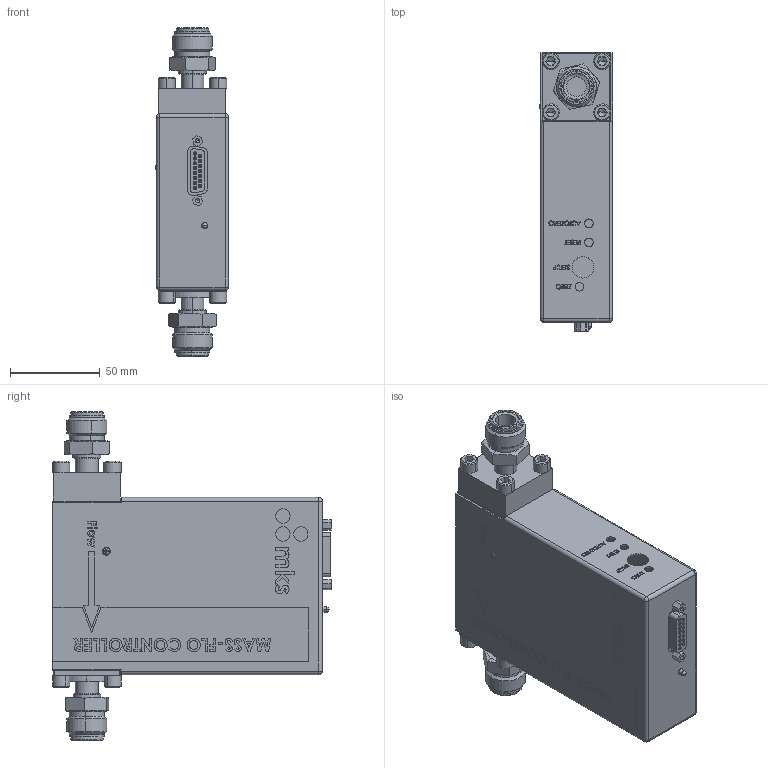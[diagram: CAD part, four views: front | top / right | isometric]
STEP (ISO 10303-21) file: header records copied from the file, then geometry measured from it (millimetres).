
FILE_DESCRIPTION (( 'STEP AP214' ), '1' );
FILE_NAME ('MKS_1579_Analog_VCR.STEP', '2013-09-19T13:49:23', ( '' ), ( '' ), 'SwSTEP 2.0', 'SolidWorks 2013', '' );
FILE_SCHEMA (( 'AUTOMOTIVE_DESIGN' ));
Length unit declared in the file: millimetre
Products named in the file (16): 1579.Enclosure-ProfiBus[Y-5105200]_[Y-5105204]_Beschriftung; 1579.BlindValve[Y-1115023]; 1579.Body[Y-1109834]; MKS_1579_Analog_VCR; HX-SHCS 0.25-28x1x1-C; HX-SHCS 0.25-28x2x1-C; Sub_D_15_polig_female; MKS1579.FlangeAssy; 1579.Flange[Y-1750011]; MKS1579.DiffuserFlangeAssy[111508-]; SW8-VCR-4; 1579.FittingRework[119799-P1]SLDPRT; 1579.FlangeDiffuser[111486-P1]; LED_ﾘ3mm_rot; Abstandsbolzen_M3xUNC4-40x5_; ISO7047-M2x5
Assembly tree (24 placements, depth 3):
  MKS_1579_Analog_VCR
    1579.Body[Y-1109834]
    1579.BlindValve[Y-1115023]
    1579.Enclosure-ProfiBus[Y-5105200]_[Y-5105204]_Beschriftung
    ISO7047-M2x5
    Abstandsbolzen_M3xUNC4-40x5_  x2
    LED_ﾘ3mm_rot
    MKS1579.DiffuserFlangeAssy[111508-]
      1579.FlangeDiffuser[111486-P1]
      1579.FittingRework[119799-P1]SLDPRT
      SW8-VCR-4
    MKS1579.FlangeAssy
      1579.Flange[Y-1750011]
      1579.FittingRework[119799-P1]SLDPRT
      SW8-VCR-4
    Sub_D_15_polig_female
    HX-SHCS 0.25-28x2x1-C  x4
    HX-SHCS 0.25-28x1x1-C  x4
Bounding box: 40.77 x 155.11 x 183 mm (x, y, z)
Volume: 229150 mm3; surface area: 143404 mm2
Topology: 22 solids, 22 shells, 893 faces, 2517 edges, 1757 vertices
Faces by surface type: plane 478, cylinder 224, cone 150, bspline 27, sphere 10, torus 4
Entity records: 31632 total; most frequent: CARTESIAN_POINT 7791, ORIENTED_EDGE 3954, DIRECTION 3638, EDGE_CURVE 1977, VERTEX_POINT 1466, VECTOR 1238, LINE 1238, AXIS2_PLACEMENT_3D 1200
